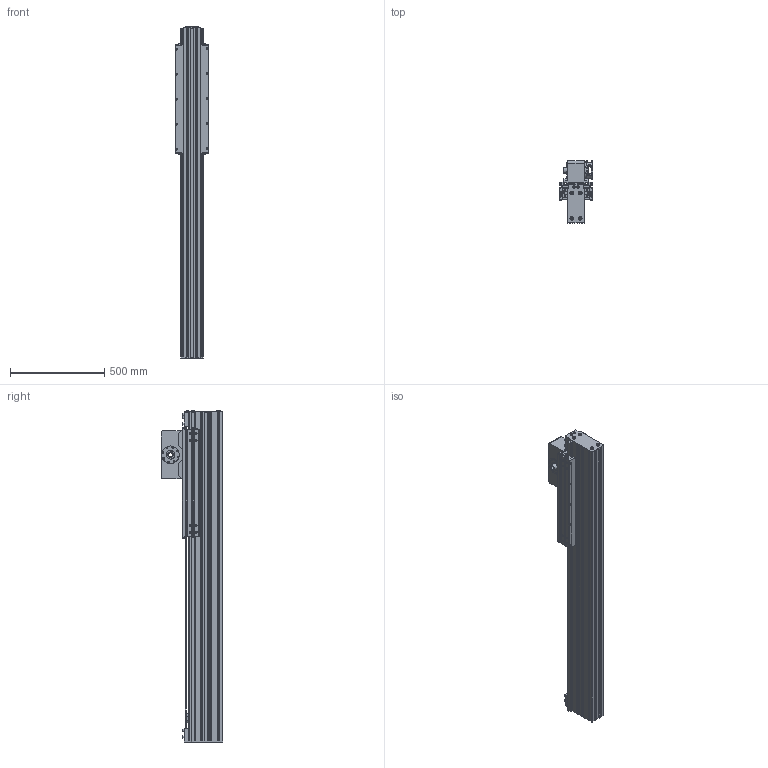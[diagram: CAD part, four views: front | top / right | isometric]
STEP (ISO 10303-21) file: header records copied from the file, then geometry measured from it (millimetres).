
FILE_DESCRIPTION(/* description */ ('EDR90','CAx-IF Rec.Pracs.---Representation and Presentation of Product Manufacturing Information (PMI)---4.0---2014-10-13'),/* implementation_level */ '2;1');
FILE_NAME(/* name */ '820.VHL CAD FILE.stp',/* time_stamp */ '2022-07-06T16:05:18+02:00',/* author */ ('Ufficio Tecnico'),/* organization */ (''),/* preprocessor_version */ 'ST-DEVELOPER v18.1',/* originating_system */ 'Autodesk Inventor 2022',/* authorisation */ '');
FILE_SCHEMA (('TECHNICAL_DATA_PACKAGING','AP242_MANAGED_MODEL_BASED_3D_ENGINEERING_MIM_LF { 1 0 10303 442 1 1 4 }'));
Products named in the file (7): 820.VHL CAD FILE; Corpo motore 820.VHL; Flangia riduttore 820.VHL; Calettatore 820.VHL; Coperchio 820.VHL; Profilo 820.VHL; Carrello 820.VHL
Assembly tree (6 placements, depth 2):
  820.VHL CAD FILE
    Corpo motore 820.VHL
    Flangia riduttore 820.VHL
    Calettatore 820.VHL
    Coperchio 820.VHL
    Profilo 820.VHL
    Carrello 820.VHL
Bounding box: 180 x 327.5 x 1758.6 mm (x, y, z)
Volume: 32102844.1 mm3; surface area: 3152913.8 mm2
Topology: 13 solids, 13 shells, 2880 faces, 7913 edges, 5216 vertices
Faces by surface type: plane 1896, cylinder 773, torus 103, cone 92, sphere 16
Full cylindrical faces by diameter (mm): 3.2 x6, 4.9 x3, 4.917 x1, 5 x27, 5.5 x24, 6 x24, 7 x5, 8 x6, 8.5 x32, 9.5 x42, 10 x11, 11 x4, 12 x2, 13 x12, 14 x2, 15 x2, 15.5 x2, 16 x10, 19 x6, 19.5 x2, 22 x1, 30 x3, 33 x3, 46 x1, 60 x2, 68 x1, 70 x1, 76 x1, 91 x1, 92 x1
Entity records: 94551 total; most frequent: CARTESIAN_POINT 18301, ORIENTED_EDGE 15682, DIRECTION 15188, EDGE_CURVE 7841, LINE 5368, VECTOR 5368, VERTEX_POINT 5210, AXIS2_PLACEMENT_3D 4910
